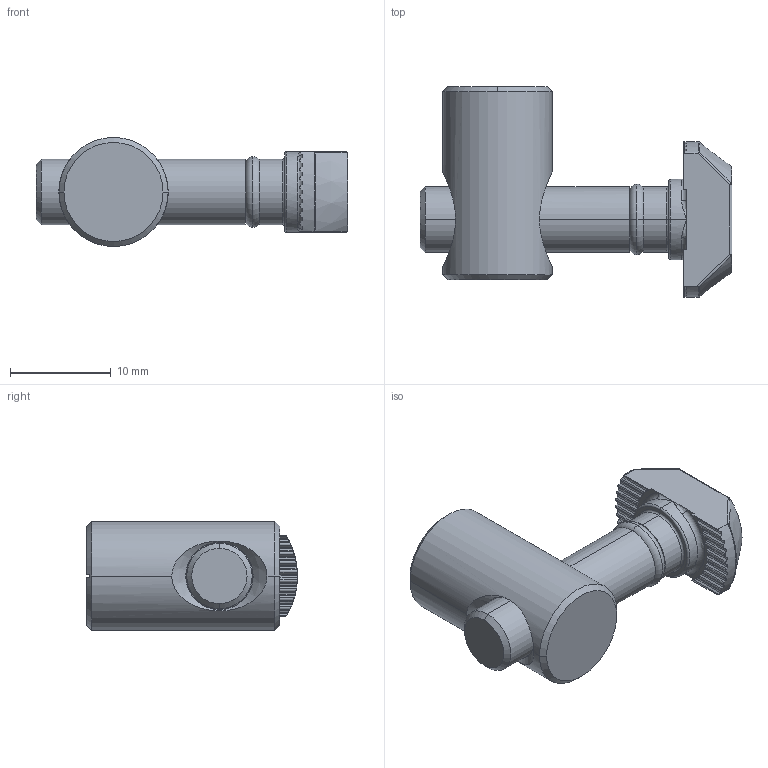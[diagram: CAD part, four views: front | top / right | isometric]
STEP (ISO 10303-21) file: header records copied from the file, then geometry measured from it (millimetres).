
FILE_DESCRIPTION (( 'STEP AP214' ), '1' );
FILE_NAME ('FIXE08H1419-Fixation centrale standard 8 30-40-45.step', '2023-03-24T10:08:19', ( 'Altae' ), ( '' ), 'SwSTEP 2.0', 'SolidWorks 2021', '' );
FILE_SCHEMA (( 'AUTOMOTIVE_DESIGN' ));
Length unit declared in the file: millimetre
Products named in the file (1): FIXE08H1419-Fixation centrale standard 8 30-40-45
Bounding box: 31 x 20.95 x 10.85 mm (x, y, z)
Volume: 2506.9 mm3; surface area: 2817.8 mm2
Topology: 4 solids, 4 shells, 378 faces, 981 edges, 603 vertices
Faces by surface type: cylinder 150, cone 116, plane 74, torus 19, bspline 11, sphere 8
Entity records: 14087 total; most frequent: CARTESIAN_POINT 5413, ORIENTED_EDGE 1944, DIRECTION 1690, EDGE_CURVE 972, AXIS2_PLACEMENT_3D 691, VERTEX_POINT 601, EDGE_LOOP 383, ADVANCED_FACE 378
